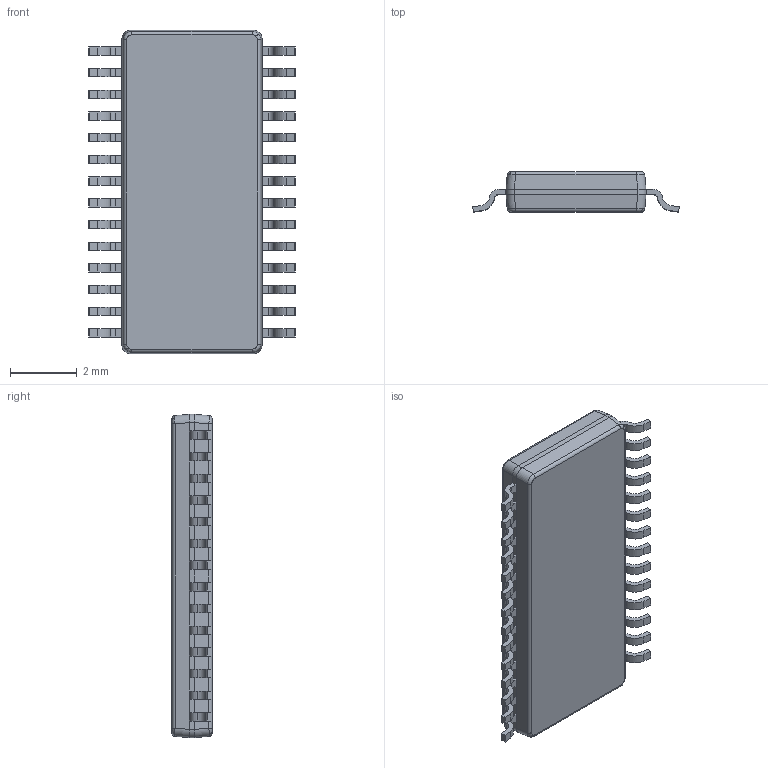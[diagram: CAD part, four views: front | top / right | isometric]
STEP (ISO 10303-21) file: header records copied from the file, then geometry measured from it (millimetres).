
FILE_DESCRIPTION (( 'STEP AP214' ), '1' );
FILE_NAME ('1007.STEP', '2022-08-19T23:57:09', ( '' ), ( '' ), 'SwSTEP 2.0', 'SolidWorks 2021', '' );
FILE_SCHEMA (( 'AUTOMOTIVE_DESIGN' ));
Length unit declared in the file: millimetre
Products named in the file (1): 1007
Bounding box: 6.2 x 1.2 x 9.7 mm (x, y, z)
Volume: 49.4 mm3; surface area: 137.4 mm2
Topology: 1 solids, 1 shells, 354 faces, 1040 edges, 688 vertices
Faces by surface type: plane 210, cylinder 132, bspline 12
Entity records: 15776 total; most frequent: CARTESIAN_POINT 2383, ORIENTED_EDGE 2080, DIRECTION 1922, EDGE_CURVE 1040, LINE 748, VECTOR 748, VERTEX_POINT 688, AXIS2_PLACEMENT_3D 587
